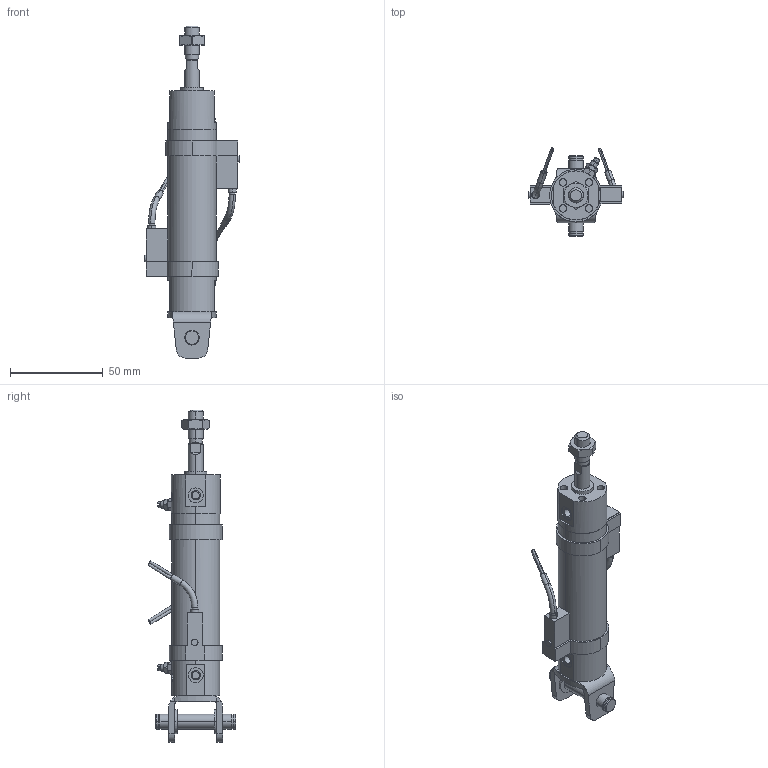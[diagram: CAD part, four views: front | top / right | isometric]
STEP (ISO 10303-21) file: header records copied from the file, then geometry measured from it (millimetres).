
FILE_DESCRIPTION (( 'STEP AP214' ), '1' );
FILE_NAME ('SMC - CDG1DA20-50-C73Z.STEP', '2013-10-08T15:45:41', ( 'dawco' ), ( '' ), 'SwSTEP 2.0', 'SolidWorks 2011', '' );
FILE_SCHEMA (( 'AUTOMOTIVE_DESIGN' ));
Length unit declared in the file: millimetre
Products named in the file (9): CDG1DA20-50-C73Z_Nuts_NT-02; CDG1DA20-50-C73Z_CG1CushionValve_20; CDG1DA20-50-C73Z_C73_C76_C80__C73; CDG1DA20-50-C73Z_CG1Clevis_20; CDG1DA20-50-C73Z_CG12054Rods_20; CDG1DA20-50-C73Z_CG1RodCover_20; CDG1DA20-50-C73Z_CG12054Tube-HeadCover_20; SMC - CDG1DA20-50-C73Z
Assembly tree (9 placements, depth 2):
  SMC - CDG1DA20-50-C73Z
    CDG1DA20-50-C73Z_Nuts_NT-02
    CDG1DA20-50-C73Z_C73_C76_C80__C73  x2
    CDG1DA20-50-C73Z_CG1CushionValve_20
    CDG1DA20-50-C73Z_CG1Clevis_20
    CDG1DA20-50-C73Z_CG12054Rods_20
    CDG1DA20-50-C73Z_CG1CushionValve_20
    CDG1DA20-50-C73Z_CG1RodCover_20
    CDG1DA20-50-C73Z_CG12054Tube-HeadCover_20
Bounding box: 51.4 x 47.4 x 179 mm (x, y, z)
Volume: 63924.3 mm3; surface area: 34333.4 mm2
Topology: 9 solids, 11 shells, 424 faces, 976 edges, 620 vertices
Faces by surface type: cylinder 172, plane 172, cone 76, torus 4
Entity records: 12451 total; most frequent: CARTESIAN_POINT 2961, DIRECTION 1892, ORIENTED_EDGE 1736, EDGE_CURVE 868, AXIS2_PLACEMENT_3D 779, VERTEX_POINT 552, EDGE_LOOP 446, CIRCLE 386
